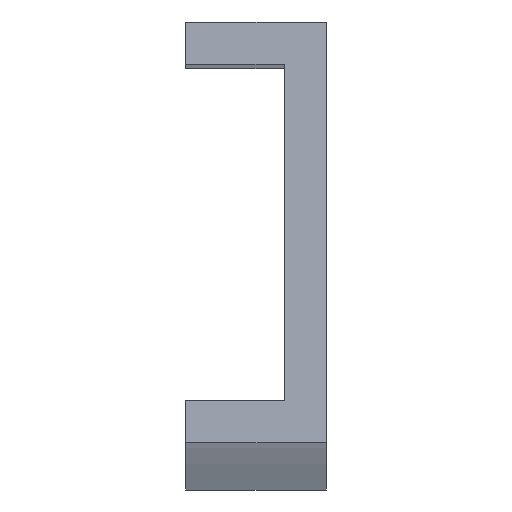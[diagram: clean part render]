
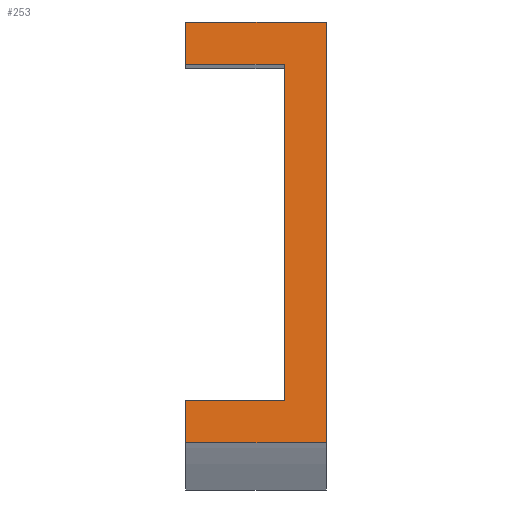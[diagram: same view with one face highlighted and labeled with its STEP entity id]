
A CAD part, left-side view. The second image highlights one B-rep face of the part: STEP entity #253.
In plain terms, the highlighted planar face has unit normal (-0.753, -0.658, 0).
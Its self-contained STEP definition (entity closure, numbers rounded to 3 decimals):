
#27=FACE_OUTER_BOUND('',#41,.T.);
#41=EDGE_LOOP('',(#171,#172,#173,#174,#175,#176,#177,#178));
#55=LINE('',#390,#83);
#56=LINE('',#392,#84);
#57=LINE('',#394,#85);
#58=LINE('',#396,#86);
#59=LINE('',#398,#87);
#60=LINE('',#400,#88);
#61=LINE('',#402,#89);
#62=LINE('',#403,#90);
#83=VECTOR('',#316,10.);
#84=VECTOR('',#317,10.);
#85=VECTOR('',#318,10.);
#86=VECTOR('',#319,10.);
#87=VECTOR('',#320,10.);
#88=VECTOR('',#321,10.);
#89=VECTOR('',#322,10.);
#90=VECTOR('',#323,10.);
#111=VERTEX_POINT('',#388);
#112=VERTEX_POINT('',#389);
#113=VERTEX_POINT('',#391);
#114=VERTEX_POINT('',#393);
#115=VERTEX_POINT('',#395);
#116=VERTEX_POINT('',#397);
#117=VERTEX_POINT('',#399);
#118=VERTEX_POINT('',#401);
#135=EDGE_CURVE('',#111,#112,#55,.T.);
#136=EDGE_CURVE('',#113,#111,#56,.T.);
#137=EDGE_CURVE('',#114,#113,#57,.T.);
#138=EDGE_CURVE('',#115,#114,#58,.T.);
#139=EDGE_CURVE('',#116,#115,#59,.T.);
#140=EDGE_CURVE('',#117,#116,#60,.T.);
#141=EDGE_CURVE('',#118,#117,#61,.T.);
#142=EDGE_CURVE('',#112,#118,#62,.T.);
#171=ORIENTED_EDGE('',*,*,#135,.F.);
#172=ORIENTED_EDGE('',*,*,#136,.F.);
#173=ORIENTED_EDGE('',*,*,#137,.F.);
#174=ORIENTED_EDGE('',*,*,#138,.F.);
#175=ORIENTED_EDGE('',*,*,#139,.F.);
#176=ORIENTED_EDGE('',*,*,#140,.F.);
#177=ORIENTED_EDGE('',*,*,#141,.F.);
#178=ORIENTED_EDGE('',*,*,#142,.F.);
#243=PLANE('',#290);
#253=ADVANCED_FACE('',(#27),#243,.F.);
#290=AXIS2_PLACEMENT_3D('',#387,#314,#315);
#314=DIRECTION('center_axis',(0.753,0.658,0.));
#315=DIRECTION('ref_axis',(-0.658,0.753,0.));
#316=DIRECTION('',(0.658,-0.753,0.));
#317=DIRECTION('',(0.,0.,1.));
#318=DIRECTION('',(-0.658,0.753,0.));
#319=DIRECTION('',(0.,0.,1.));
#320=DIRECTION('',(0.658,-0.753,0.));
#321=DIRECTION('',(0.,0.,1.));
#322=DIRECTION('',(-0.658,0.753,0.));
#323=DIRECTION('',(0.,0.,-1.));
#387=CARTESIAN_POINT('Origin',(-44.734,36.39,-140.32));
#388=CARTESIAN_POINT('',(-46.481,38.39,-134.32));
#389=CARTESIAN_POINT('',(-44.734,36.39,-134.32));
#390=CARTESIAN_POINT('',(-45.112,36.823,-134.32));
#391=CARTESIAN_POINT('',(-46.481,38.39,-134.92));
#392=CARTESIAN_POINT('',(-46.481,38.39,-138.988));
#393=CARTESIAN_POINT('',(-45.258,36.99,-134.92));
#394=CARTESIAN_POINT('',(-45.112,36.823,-134.92));
#395=CARTESIAN_POINT('',(-45.258,36.99,-139.72));
#396=CARTESIAN_POINT('',(-45.258,36.99,-138.988));
#397=CARTESIAN_POINT('',(-46.481,38.39,-139.72));
#398=CARTESIAN_POINT('',(-25.959,14.905,-139.72));
#399=CARTESIAN_POINT('',(-46.481,38.39,-140.32));
#400=CARTESIAN_POINT('',(-46.481,38.39,-138.988));
#401=CARTESIAN_POINT('',(-44.734,36.39,-140.32));
#402=CARTESIAN_POINT('',(-25.959,14.905,-140.32));
#403=CARTESIAN_POINT('',(-44.734,36.39,-138.988));
